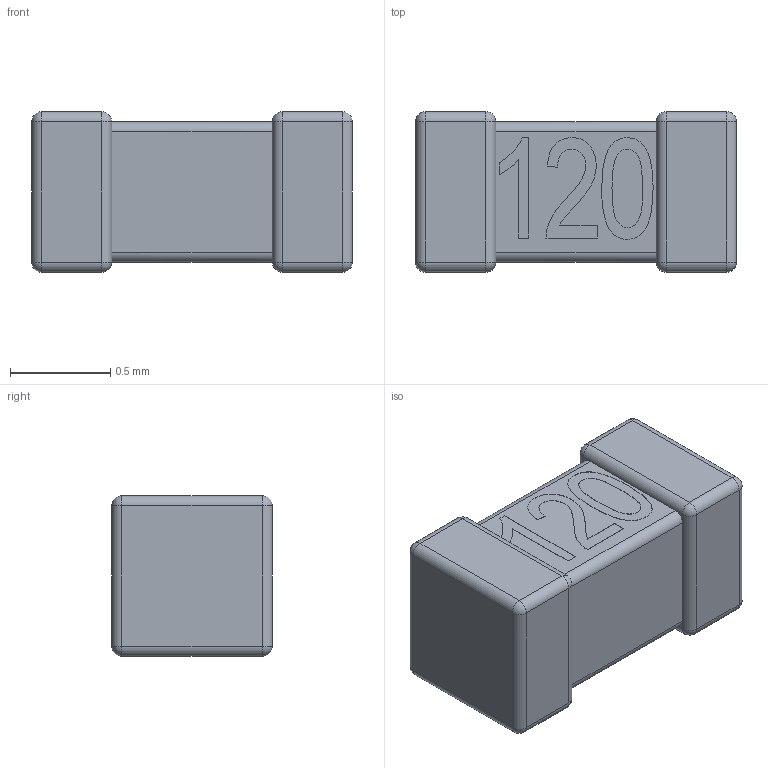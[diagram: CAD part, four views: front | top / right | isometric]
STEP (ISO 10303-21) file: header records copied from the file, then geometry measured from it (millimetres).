
FILE_DESCRIPTION (( 'STEP AP214' ), '1' );
FILE_NAME ('0603_smd_capacitor_ceramic_120.STEP', '2024-02-07T19:21:32', ( '' ), ( '' ), 'SwSTEP 2.0', 'SolidWorks 2023', '' );
FILE_SCHEMA (( 'AUTOMOTIVE_DESIGN' ));
Length unit declared in the file: millimetre
Products named in the file (1): 0603_smd_capacitor_ceramic_120
Bounding box: 1.6 x 0.8 x 0.8 mm (x, y, z)
Volume: 0.9 mm3; surface area: 6 mm2
Topology: 1 solids, 1 shells, 96 faces, 238 edges, 132 vertices
Faces by surface type: cylinder 32, plane 27, bspline 21, sphere 16
Entity records: 4896 total; most frequent: CARTESIAN_POINT 1920, ORIENTED_EDGE 444, DIRECTION 356, EDGE_CURVE 222, VERTEX_POINT 132, AXIS2_PLACEMENT_3D 124, VECTOR 108, LINE 108
